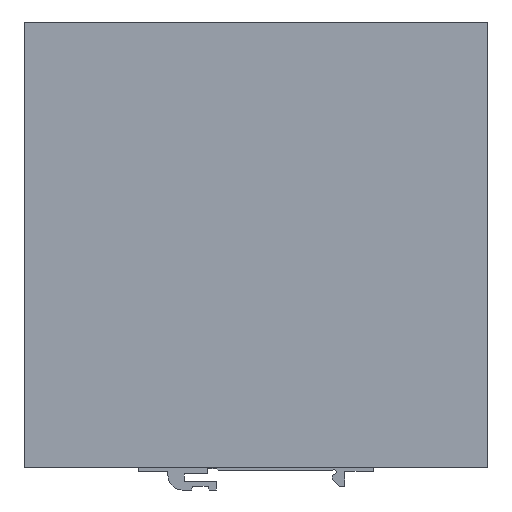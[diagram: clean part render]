
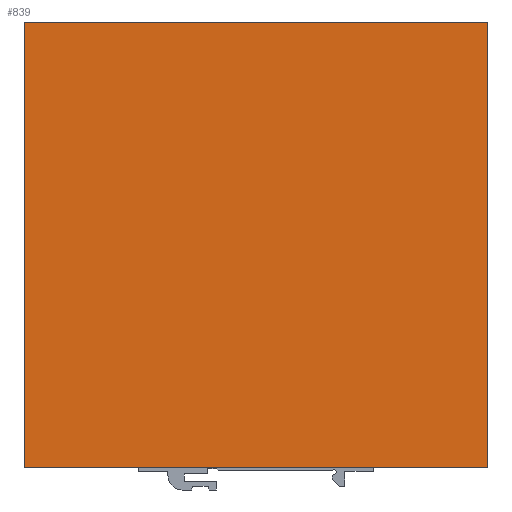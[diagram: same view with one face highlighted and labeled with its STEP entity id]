
A CAD part, left-side view. The second image highlights one B-rep face of the part: STEP entity #839.
In plain terms, the highlighted planar face has unit normal (-1, 0, 0).
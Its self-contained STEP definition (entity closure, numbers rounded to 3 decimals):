
#14 = ORIENTED_EDGE ( 'NONE', *, *, #53, .F. ) ;
#44 = DIRECTION ( 'NONE',  ( 0., -1., 0. ) ) ;
#53 = EDGE_CURVE ( 'NONE', #486, #701, #682, .T. ) ;
#78 = ORIENTED_EDGE ( 'NONE', *, *, #201, .F. ) ;
#84 = VERTEX_POINT ( 'NONE', #475 ) ;
#88 = EDGE_CURVE ( 'NONE', #84, #486, #345, .T. ) ;
#123 = LINE ( 'NONE', #650, #568 ) ;
#130 = DIRECTION ( 'NONE',  ( 0., 1., 0. ) ) ;
#133 = CARTESIAN_POINT ( 'NONE',  ( -78., 65., -62.5 ) ) ;
#168 = AXIS2_PLACEMENT_3D ( 'NONE', #325, #951, #677 ) ;
#171 = LINE ( 'NONE', #400, #971 ) ;
#201 = EDGE_CURVE ( 'NONE', #358, #84, #171, .T. ) ;
#281 = VECTOR ( 'NONE', #979, 1000. ) ;
#325 = CARTESIAN_POINT ( 'NONE',  ( -78., 0., 0. ) ) ;
#345 = LINE ( 'NONE', #1075, #281 ) ;
#358 = VERTEX_POINT ( 'NONE', #431 ) ;
#400 = CARTESIAN_POINT ( 'NONE',  ( -78., -65., 62.5 ) ) ;
#431 = CARTESIAN_POINT ( 'NONE',  ( -78., 65., 62.5 ) ) ;
#475 = CARTESIAN_POINT ( 'NONE',  ( -78., -65., 62.5 ) ) ;
#486 = VERTEX_POINT ( 'NONE', #959 ) ;
#490 = EDGE_LOOP ( 'NONE', ( #14, #564, #78, #879 ) ) ;
#564 = ORIENTED_EDGE ( 'NONE', *, *, #88, .F. ) ;
#568 = VECTOR ( 'NONE', #733, 1000. ) ;
#633 = EDGE_CURVE ( 'NONE', #701, #358, #123, .T. ) ;
#650 = CARTESIAN_POINT ( 'NONE',  ( -78., 65., 62.5 ) ) ;
#657 = PLANE ( 'NONE',  #168 ) ;
#677 = DIRECTION ( 'NONE',  ( 0., 0., 1. ) ) ;
#682 = LINE ( 'NONE', #1070, #723 ) ;
#701 = VERTEX_POINT ( 'NONE', #133 ) ;
#723 = VECTOR ( 'NONE', #130, 1000. ) ;
#733 = DIRECTION ( 'NONE',  ( 0., 0., 1. ) ) ;
#839 = ADVANCED_FACE ( 'NONE', ( #1080 ), #657, .T. ) ;
#879 = ORIENTED_EDGE ( 'NONE', *, *, #633, .F. ) ;
#951 = DIRECTION ( 'NONE',  ( -1., 0., 0. ) ) ;
#959 = CARTESIAN_POINT ( 'NONE',  ( -78., -65., -62.5 ) ) ;
#971 = VECTOR ( 'NONE', #44, 1000. ) ;
#979 = DIRECTION ( 'NONE',  ( 0., 0., -1. ) ) ;
#1070 = CARTESIAN_POINT ( 'NONE',  ( -78., -65., -62.5 ) ) ;
#1075 = CARTESIAN_POINT ( 'NONE',  ( -78., -65., 62.5 ) ) ;
#1080 = FACE_OUTER_BOUND ( 'NONE', #490, .T. ) ;
